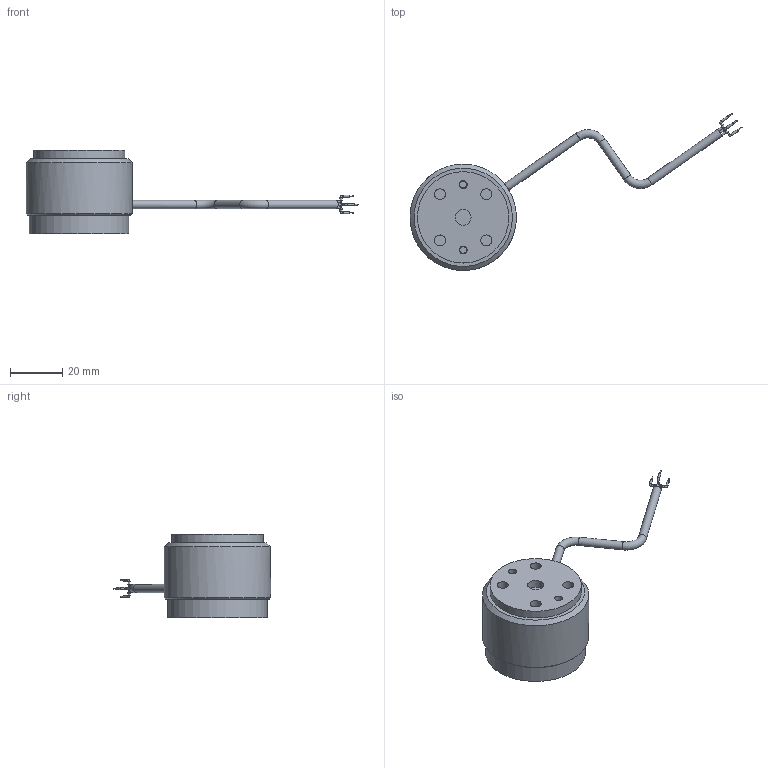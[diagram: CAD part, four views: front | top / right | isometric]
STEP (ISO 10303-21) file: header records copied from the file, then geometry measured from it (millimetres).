
FILE_DESCRIPTION (( 'STEP AP203' ), '1' );
FILE_NAME ('Part10^80266.STEP', '2017-12-28T16:09:07', ( '' ), ( '' ), 'SwSTEP 2.0', 'SolidWorks 2018', '' );
FILE_SCHEMA (( 'CONFIG_CONTROL_DESIGN' ));
Length unit declared in the file: inch
Products named in the file (1): Part10^80266
Bounding box: 126.92 x 60.08 x 31.75 mm (x, y, z)
Volume: 38730 mm3; surface area: 8352.3 mm2
Topology: 1 solids, 1 shells, 83 faces, 160 edges, 102 vertices
Faces by surface type: cylinder 39, plane 28, torus 10, cone 6
Full cylindrical faces by diameter (mm): 0.368 x4, 0.813 x12, 3.023 x4, 3.175 x3, 4.2 x8, 6.02 x2, 34.925 x1, 38.1 x1, 40.64 x1
Entity records: 1893 total; most frequent: CARTESIAN_POINT 370, DIRECTION 332, ORIENTED_EDGE 186, AXIS2_PLACEMENT_3D 162, EDGE_LOOP 157, FACE_OUTER_BOUND 129, EDGE_CURVE 93, VERTEX_POINT 86
